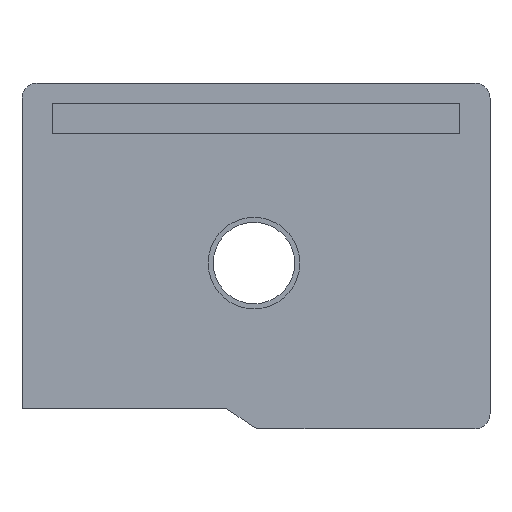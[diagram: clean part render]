
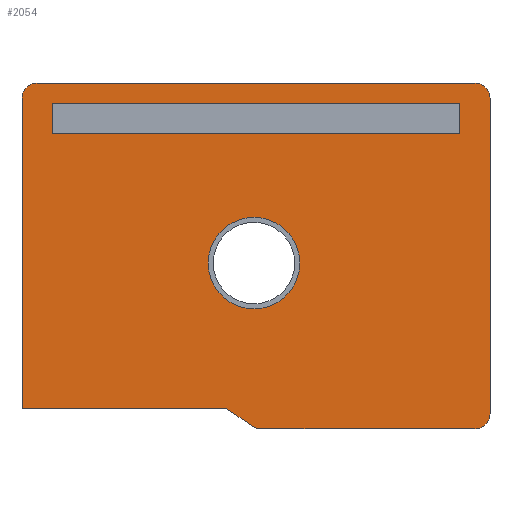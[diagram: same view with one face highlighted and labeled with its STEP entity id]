
A CAD part, front view. The second image highlights one B-rep face of the part: STEP entity #2054.
In plain terms, the highlighted planar face has unit normal (0, -1, 0).
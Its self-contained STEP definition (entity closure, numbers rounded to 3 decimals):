
#43=FACE_BOUND('',#332,.T.);
#44=FACE_BOUND('',#333,.T.);
#52=CIRCLE('',#2131,4.5);
#74=CIRCLE('',#2201,1.5);
#76=CIRCLE('',#2205,1.5);
#78=CIRCLE('',#2211,1.5);
#80=CIRCLE('',#2215,1.5);
#204=FACE_OUTER_BOUND('',#331,.T.);
#331=EDGE_LOOP('',(#1557,#1558,#1559,#1560,#1561,#1562,#1563,#1564,#1565,
#1566));
#332=EDGE_LOOP('',(#1567,#1568,#1569,#1570));
#333=EDGE_LOOP('',(#1571));
#394=LINE('',#2889,#600);
#398=LINE('',#2897,#604);
#401=LINE('',#2903,#607);
#404=LINE('',#2908,#610);
#413=LINE('',#2935,#619);
#426=LINE('',#2959,#632);
#487=LINE('',#3177,#693);
#491=LINE('',#3189,#697);
#500=LINE('',#3217,#706);
#504=LINE('',#3227,#710);
#600=VECTOR('',#2313,10.);
#604=VECTOR('',#2319,10.);
#607=VECTOR('',#2324,10.);
#610=VECTOR('',#2329,10.);
#619=VECTOR('',#2354,10.);
#632=VECTOR('',#2371,10.);
#693=VECTOR('',#2554,10.);
#697=VECTOR('',#2566,10.);
#706=VECTOR('',#2595,10.);
#710=VECTOR('',#2609,10.);
#806=VERTEX_POINT('',#2887);
#807=VERTEX_POINT('',#2888);
#810=VERTEX_POINT('',#2896);
#812=VERTEX_POINT('',#2902);
#814=VERTEX_POINT('',#2912);
#822=VERTEX_POINT('',#2932);
#823=VERTEX_POINT('',#2934);
#832=VERTEX_POINT('',#2957);
#888=VERTEX_POINT('',#3176);
#890=VERTEX_POINT('',#3182);
#892=VERTEX_POINT('',#3188);
#894=VERTEX_POINT('',#3194);
#897=VERTEX_POINT('',#3207);
#898=VERTEX_POINT('',#3208);
#901=VERTEX_POINT('',#3216);
#991=EDGE_CURVE('',#806,#807,#394,.T.);
#995=EDGE_CURVE('',#810,#806,#398,.T.);
#998=EDGE_CURVE('',#812,#810,#401,.T.);
#1001=EDGE_CURVE('',#807,#812,#404,.T.);
#1003=EDGE_CURVE('',#814,#814,#52,.T.);
#1013=EDGE_CURVE('',#823,#822,#413,.T.);
#1026=EDGE_CURVE('',#822,#832,#426,.T.);
#1115=EDGE_CURVE('',#888,#832,#487,.T.);
#1118=EDGE_CURVE('',#890,#888,#74,.T.);
#1121=EDGE_CURVE('',#890,#892,#491,.T.);
#1124=EDGE_CURVE('',#894,#892,#76,.T.);
#1130=EDGE_CURVE('',#897,#898,#78,.T.);
#1134=EDGE_CURVE('',#897,#901,#500,.T.);
#1137=EDGE_CURVE('',#823,#901,#80,.T.);
#1140=EDGE_CURVE('',#894,#898,#504,.T.);
#1557=ORIENTED_EDGE('',*,*,#1140,.T.);
#1558=ORIENTED_EDGE('',*,*,#1130,.F.);
#1559=ORIENTED_EDGE('',*,*,#1134,.T.);
#1560=ORIENTED_EDGE('',*,*,#1137,.F.);
#1561=ORIENTED_EDGE('',*,*,#1013,.T.);
#1562=ORIENTED_EDGE('',*,*,#1026,.T.);
#1563=ORIENTED_EDGE('',*,*,#1115,.F.);
#1564=ORIENTED_EDGE('',*,*,#1118,.F.);
#1565=ORIENTED_EDGE('',*,*,#1121,.T.);
#1566=ORIENTED_EDGE('',*,*,#1124,.F.);
#1567=ORIENTED_EDGE('',*,*,#991,.T.);
#1568=ORIENTED_EDGE('',*,*,#1001,.T.);
#1569=ORIENTED_EDGE('',*,*,#998,.T.);
#1570=ORIENTED_EDGE('',*,*,#995,.T.);
#1571=ORIENTED_EDGE('',*,*,#1003,.T.);
#1874=PLANE('',#2221);
#2054=ADVANCED_FACE('',(#204,#43,#44),#1874,.F.);
#2131=AXIS2_PLACEMENT_3D('',#2913,#2335,#2336);
#2201=AXIS2_PLACEMENT_3D('',#3183,#2559,#2560);
#2205=AXIS2_PLACEMENT_3D('',#3195,#2571,#2572);
#2211=AXIS2_PLACEMENT_3D('',#3209,#2587,#2588);
#2215=AXIS2_PLACEMENT_3D('',#3222,#2600,#2601);
#2221=AXIS2_PLACEMENT_3D('',#3231,#2615,#2616);
#2313=DIRECTION('',(0.,0.,-1.));
#2319=DIRECTION('',(1.,0.,0.));
#2324=DIRECTION('',(0.,0.,1.));
#2329=DIRECTION('',(-1.,0.,0.));
#2335=DIRECTION('center_axis',(0.,1.,0.));
#2336=DIRECTION('ref_axis',(1.,0.,0.));
#2354=DIRECTION('',(0.,0.,-1.));
#2371=DIRECTION('',(1.,0.,0.));
#2554=DIRECTION('',(-0.819,0.,0.574));
#2559=DIRECTION('center_axis',(0.,1.,0.));
#2560=DIRECTION('ref_axis',(0.,0.,-1.));
#2566=DIRECTION('',(1.,0.,0.));
#2571=DIRECTION('center_axis',(0.,1.,0.));
#2572=DIRECTION('ref_axis',(1.,0.,0.));
#2587=DIRECTION('center_axis',(0.,1.,0.));
#2588=DIRECTION('ref_axis',(0.,0.,1.));
#2595=DIRECTION('',(-1.,0.,0.));
#2600=DIRECTION('center_axis',(0.,1.,0.));
#2601=DIRECTION('ref_axis',(-1.,0.,0.));
#2609=DIRECTION('',(0.,0.,1.));
#2615=DIRECTION('center_axis',(0.,1.,0.));
#2616=DIRECTION('ref_axis',(1.,0.,0.));
#2887=CARTESIAN_POINT('',(43.01,0.,32.01));
#2888=CARTESIAN_POINT('',(43.01,0.,29.01));
#2889=CARTESIAN_POINT('',(43.01,0.,29.255));
#2896=CARTESIAN_POINT('',(3.,0.,32.01));
#2897=CARTESIAN_POINT('',(23.75,0.,32.01));
#2902=CARTESIAN_POINT('',(3.,0.,29.01));
#2903=CARTESIAN_POINT('',(3.,0.,27.755));
#2908=CARTESIAN_POINT('',(43.755,0.,29.01));
#2912=CARTESIAN_POINT('',(18.3,0.,16.3));
#2913=CARTESIAN_POINT('Origin',(22.8,0.,16.3));
#2932=CARTESIAN_POINT('',(0.,0.,2.));
#2934=CARTESIAN_POINT('',(0.,0.,32.5));
#2935=CARTESIAN_POINT('',(0.,0.,32.5));
#2957=CARTESIAN_POINT('',(20.144,0.,2.));
#2959=CARTESIAN_POINT('',(0.,0.,2.));
#3176=CARTESIAN_POINT('',(22.613,0.,0.271));
#3177=CARTESIAN_POINT('',(22.613,0.,0.271));
#3182=CARTESIAN_POINT('',(23.473,0.,0.));
#3183=CARTESIAN_POINT('Origin',(23.473,0.,1.5));
#3188=CARTESIAN_POINT('',(44.5,0.,0.));
#3189=CARTESIAN_POINT('',(23.473,0.,0.));
#3194=CARTESIAN_POINT('',(46.,0.,1.5));
#3195=CARTESIAN_POINT('Origin',(44.5,0.,1.5));
#3207=CARTESIAN_POINT('',(44.5,0.,34.));
#3208=CARTESIAN_POINT('',(46.,0.,32.5));
#3209=CARTESIAN_POINT('Origin',(44.5,0.,32.5));
#3216=CARTESIAN_POINT('',(1.5,0.,34.));
#3217=CARTESIAN_POINT('',(44.5,0.,34.));
#3222=CARTESIAN_POINT('Origin',(1.5,0.,32.5));
#3227=CARTESIAN_POINT('',(46.,0.,1.5));
#3231=CARTESIAN_POINT('Origin',(44.5,0.,26.5));
